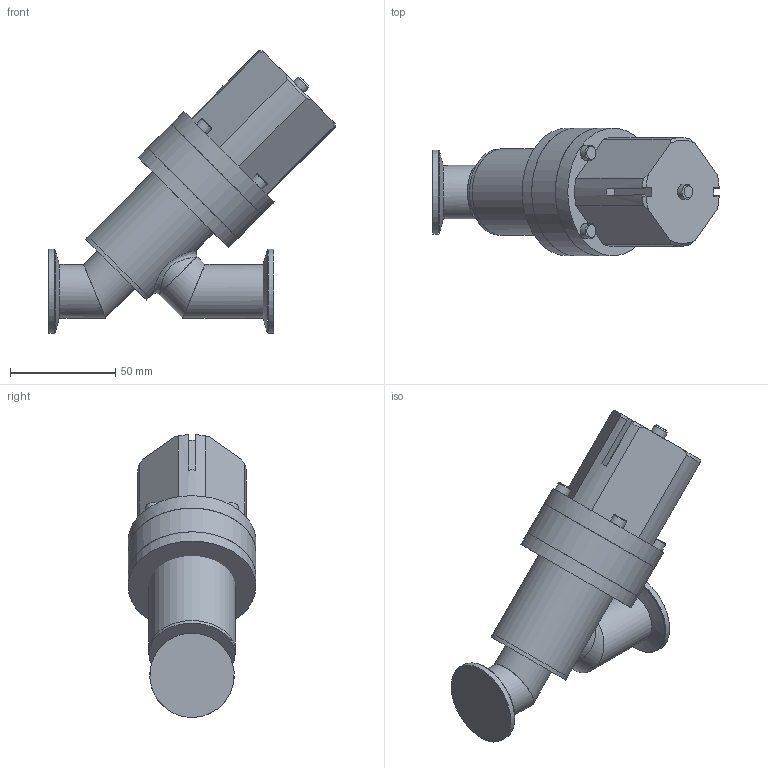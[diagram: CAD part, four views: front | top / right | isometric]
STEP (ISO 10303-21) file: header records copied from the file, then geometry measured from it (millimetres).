
FILE_DESCRIPTION(/* description */ (''),/* implementation_level */ '2;1');
FILE_NAME(/* name */ 'A2518YS1AVX00K0252_包膜.stp',/* time_stamp */ '2016-08-25T15:49:15+08:00',/* author */ ('raccy_lai'),/* organization */ (''),/* preprocessor_version */ 'ST-DEVELOPER v16.1',/* originating_system */ 'Autodesk Inventor 2016',/* authorisation */ '');
FILE_SCHEMA (('AUTOMOTIVE_DESIGN { 1 0 10303 214 3 1 1 }'));
Length unit declared in the file: millimetre
Products named in the file (1): A2518YS1AVX00K0252_包膜
Bounding box: 135.86 x 60.64 x 134.1 mm (x, y, z)
Surface area: 54859.7 mm2 (no closed solid volume)
Topology: 0 solids, 25 shells, 63 faces, 166 edges, 118 vertices
Faces by surface type: plane 32, cylinder 22, cone 8, bspline 1
Full cylindrical faces by diameter (mm): 7 x4, 7.1 x1, 25.4 x4, 40 x2, 41 x2, 60.64 x3
Entity records: 2097 total; most frequent: CARTESIAN_POINT 565, DIRECTION 306, ORIENTED_EDGE 217, EDGE_CURVE 142, AXIS2_PLACEMENT_3D 127, VERTEX_POINT 112, EDGE_LOOP 81, FACE_OUTER_BOUND 63
